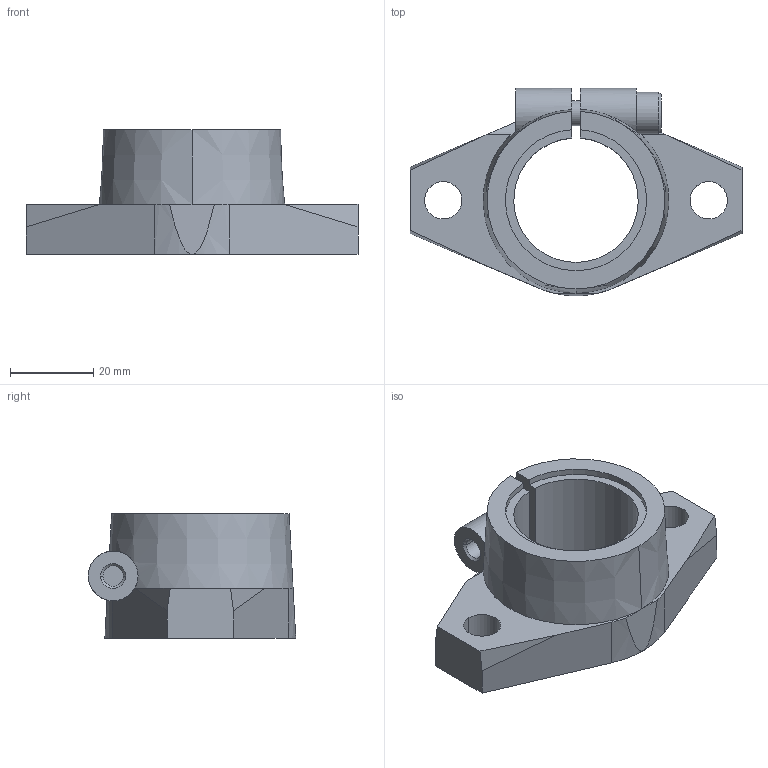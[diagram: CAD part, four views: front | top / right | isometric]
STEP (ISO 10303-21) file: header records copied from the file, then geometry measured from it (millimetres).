
FILE_DESCRIPTION( ( '' ), '1' );
FILE_NAME( 'SHF 30.stp', '2015-05-21T06:39:03', ( '' ), ( '' ), ' ', ' ', ' ' );
FILE_SCHEMA( ( 'CONFIG_CONTROL_DESIGN' ) );
Length unit declared in the file: millimetre
Products named in the file (1): 1
Bounding box: 80 x 50 x 30 mm (x, y, z)
Volume: 36791.9 mm3; surface area: 12951.8 mm2
Topology: 1 solids, 1 shells, 63 faces, 161 edges, 103 vertices
Faces by surface type: plane 31, cylinder 26, cone 6
Entity records: 2223 total; most frequent: CARTESIAN_POINT 604, DIRECTION 341, ORIENTED_EDGE 322, EDGE_CURVE 161, AXIS2_PLACEMENT_3D 126, VERTEX_POINT 103, LINE 89, VECTOR 89
